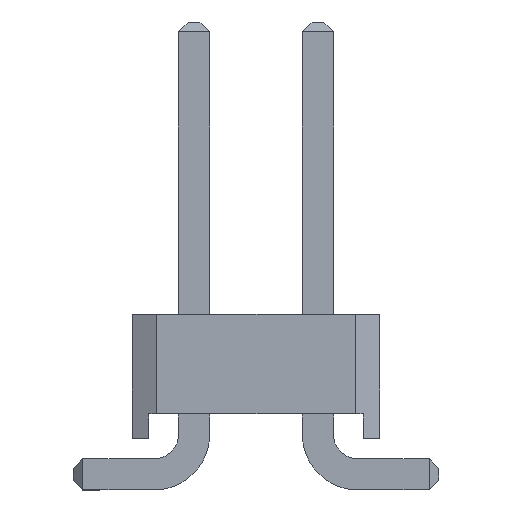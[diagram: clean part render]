
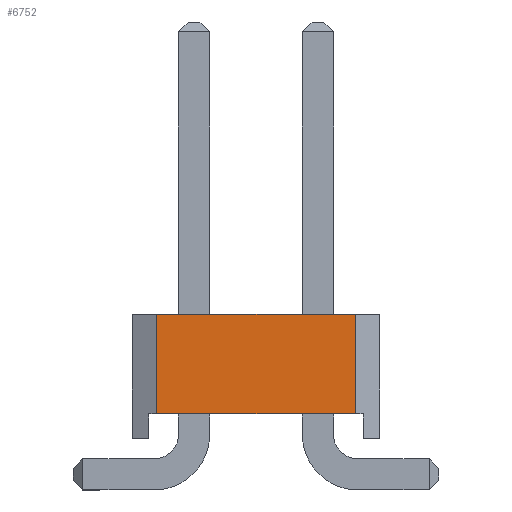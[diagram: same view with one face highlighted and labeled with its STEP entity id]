
A CAD part, front view. The second image highlights one B-rep face of the part: STEP entity #6752.
In plain terms, the highlighted face is planar.
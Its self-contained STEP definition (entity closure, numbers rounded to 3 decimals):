
#1068=ORIENTED_EDGE('',*,*,#1902,.F.);
#1069=ORIENTED_EDGE('',*,*,#1910,.T.);
#1070=ORIENTED_EDGE('',*,*,#1907,.T.);
#1071=ORIENTED_EDGE('',*,*,#1911,.T.);
#1902=EDGE_CURVE('',#2412,#2413,#2962,.T.);
#1907=EDGE_CURVE('',#2414,#2415,#2967,.T.);
#1910=EDGE_CURVE('',#2412,#2414,#2970,.T.);
#1911=EDGE_CURVE('',#2415,#2413,#2971,.T.);
#2412=VERTEX_POINT('',#9378);
#2413=VERTEX_POINT('',#9380);
#2414=VERTEX_POINT('',#9384);
#2415=VERTEX_POINT('',#9387);
#2962=LINE('',#9379,#3598);
#2967=LINE('',#9388,#3603);
#2970=LINE('',#9394,#3606);
#2971=LINE('',#9396,#3607);
#3598=VECTOR('',#8028,1000.);
#3603=VECTOR('',#8035,1000.);
#3606=VECTOR('',#8044,1000.);
#3607=VECTOR('',#8047,1000.);
#4010=EDGE_LOOP('',(#1068,#1069,#1070,#1071));
#4304=FACE_BOUND('',#4010,.T.);
#4558=PLANE('',#7073);
#6752=ADVANCED_FACE('',(#4304),#4558,.T.);
#7073=AXIS2_PLACEMENT_3D('',#9477,#8088,#8089);
#8028=DIRECTION('',(0.,0.,1.));
#8035=DIRECTION('',(0.,0.,1.));
#8044=DIRECTION('',(0.,-1.,0.));
#8047=DIRECTION('',(0.,1.,0.));
#8088=DIRECTION('',(-1.,0.,0.));
#8089=DIRECTION('',(0.,0.,1.));
#9378=CARTESIAN_POINT('',(-6.35,2.04,-0.77));
#9379=CARTESIAN_POINT('',(-6.35,2.04,-12.871));
#9380=CARTESIAN_POINT('',(-6.35,2.04,1.27));
#9384=CARTESIAN_POINT('',(-6.35,-2.04,-0.77));
#9387=CARTESIAN_POINT('',(-6.35,-2.04,1.27));
#9388=CARTESIAN_POINT('',(-6.35,-2.04,-12.871));
#9394=CARTESIAN_POINT('',(-6.35,-2.54,-0.77));
#9396=CARTESIAN_POINT('',(-6.35,-2.54,1.27));
#9477=CARTESIAN_POINT('',(-6.35,-2.54,-1.27));
